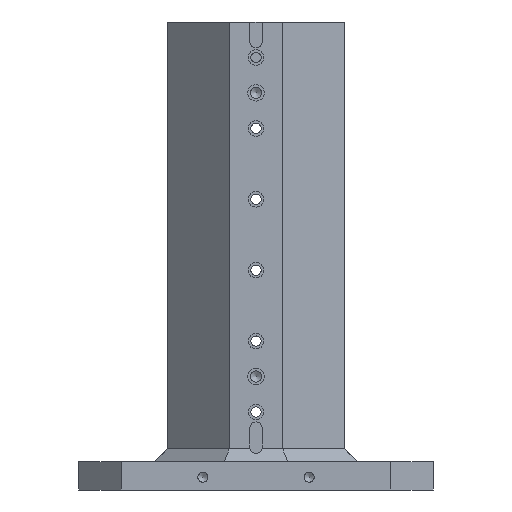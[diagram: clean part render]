
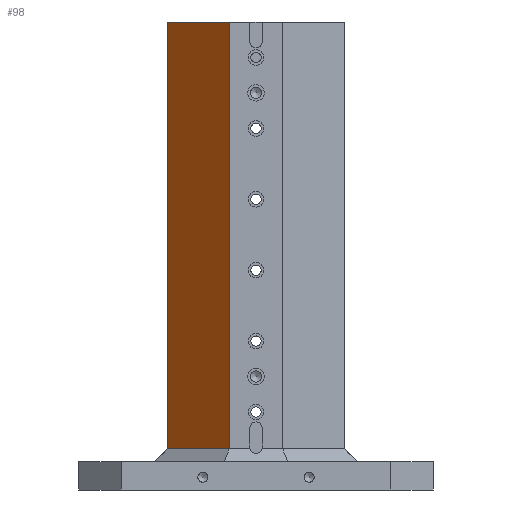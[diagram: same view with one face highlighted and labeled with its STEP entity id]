
A CAD part, front view. The second image highlights one B-rep face of the part: STEP entity #98.
In plain terms, the highlighted planar face has unit normal (-0.707, -0.707, 0).
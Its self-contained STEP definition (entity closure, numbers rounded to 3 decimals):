
#98 = ADVANCED_FACE( '', ( #424 ), #425, .T. );
#424 = FACE_OUTER_BOUND( '', #1176, .T. );
#425 = PLANE( '', #1177 );
#1176 = EDGE_LOOP( '', ( #2096, #2097, #2098, #2099 ) );
#1177 = AXIS2_PLACEMENT_3D( '', #2100, #2101, #2102 );
#2096 = ORIENTED_EDGE( '', *, *, #3783, .T. );
#2097 = ORIENTED_EDGE( '', *, *, #3788, .T. );
#2098 = ORIENTED_EDGE( '', *, *, #3789, .F. );
#2099 = ORIENTED_EDGE( '', *, *, #3729, .T. );
#2100 = CARTESIAN_POINT( '', ( -37.5, -125., 660. ) );
#2101 = DIRECTION( '', ( -0.707, -0.707, 0. ) );
#2102 = DIRECTION( '', ( 0.707, -0.707, 0. ) );
#3729 = EDGE_CURVE( '', #4333, #4331, #4334, .T. );
#3783 = EDGE_CURVE( '', #4331, #4425, #4427, .T. );
#3788 = EDGE_CURVE( '', #4425, #4436, #4437, .T. );
#3789 = EDGE_CURVE( '', #4333, #4436, #4438, .T. );
#4331 = VERTEX_POINT( '', #5278 );
#4333 = VERTEX_POINT( '', #5281 );
#4334 = LINE( '', #5282, #5283 );
#4425 = VERTEX_POINT( '', #5397 );
#4427 = LINE( '', #5400, #5401 );
#4436 = VERTEX_POINT( '', #5414 );
#4437 = LINE( '', #5415, #5416 );
#4438 = LINE( '', #5417, #5418 );
#5278 = CARTESIAN_POINT( '', ( -125., -37.5, 660. ) );
#5281 = CARTESIAN_POINT( '', ( -37.5, -125., 660. ) );
#5282 = CARTESIAN_POINT( '', ( -37.5, -125., 660. ) );
#5283 = VECTOR( '', #6530, 1000. );
#5397 = CARTESIAN_POINT( '', ( -125., -37.5, 58. ) );
#5400 = CARTESIAN_POINT( '', ( -125., -37.5, 660. ) );
#5401 = VECTOR( '', #6642, 1000. );
#5414 = CARTESIAN_POINT( '', ( -37.5, -125., 58. ) );
#5415 = CARTESIAN_POINT( '', ( -37.5, -125., 58. ) );
#5416 = VECTOR( '', #6647, 1000. );
#5417 = CARTESIAN_POINT( '', ( -37.5, -125., 660. ) );
#5418 = VECTOR( '', #6648, 1000. );
#6530 = DIRECTION( '', ( -0.707, 0.707, 0. ) );
#6642 = DIRECTION( '', ( 0., 0., -1. ) );
#6647 = DIRECTION( '', ( 0.707, -0.707, 0. ) );
#6648 = DIRECTION( '', ( 0., 0., -1. ) );
